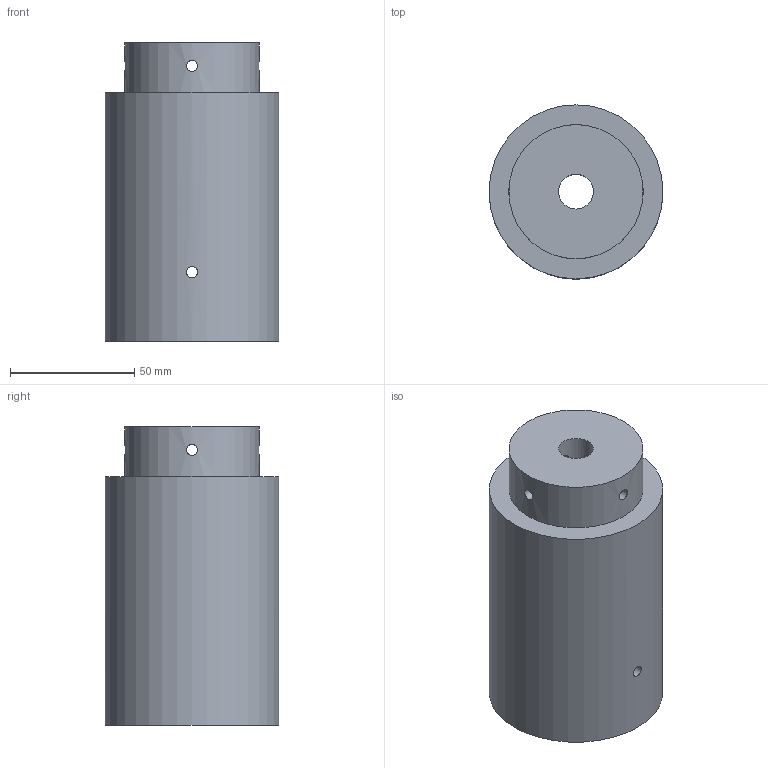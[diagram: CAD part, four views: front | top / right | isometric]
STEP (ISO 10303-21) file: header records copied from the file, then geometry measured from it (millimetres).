
FILE_DESCRIPTION(/* description */ (''),/* implementation_level */ '2;1');
FILE_NAME(/* name */ 'Pièce Yohan Hadji V1.step',/* time_stamp */ '2020-01-30T17:21:01+01:00',/* author */ (''),/* organization */ (''),/* preprocessor_version */ 'ST-DEVELOPER v18',/* originating_system */ 'Autodesk Translation Framework v8.12.0.6',/* authorisation */ '');
FILE_SCHEMA (('AUTOMOTIVE_DESIGN { 1 0 10303 214 3 1 1 }'));
Length unit declared in the file: millimetre
Products named in the file (1): Untitled
Bounding box: 70 x 70 x 120 mm (x, y, z)
Volume: 265817.5 mm3; surface area: 48328.9 mm2
Topology: 1 solids, 1 shells, 14 faces, 41 edges, 29 vertices
Faces by surface type: cylinder 10, plane 4
Full cylindrical faces by diameter (mm): 4.5 x6, 14 x1, 50 x1, 54 x1, 70 x1
Entity records: 904 total; most frequent: CARTESIAN_POINT 490, ORIENTED_EDGE 82, DIRECTION 58, EDGE_CURVE 41, VERTEX_POINT 29, EDGE_LOOP 28, AXIS2_PLACEMENT_3D 23, B_SPLINE_CURVE_WITH_KNOTS 21
